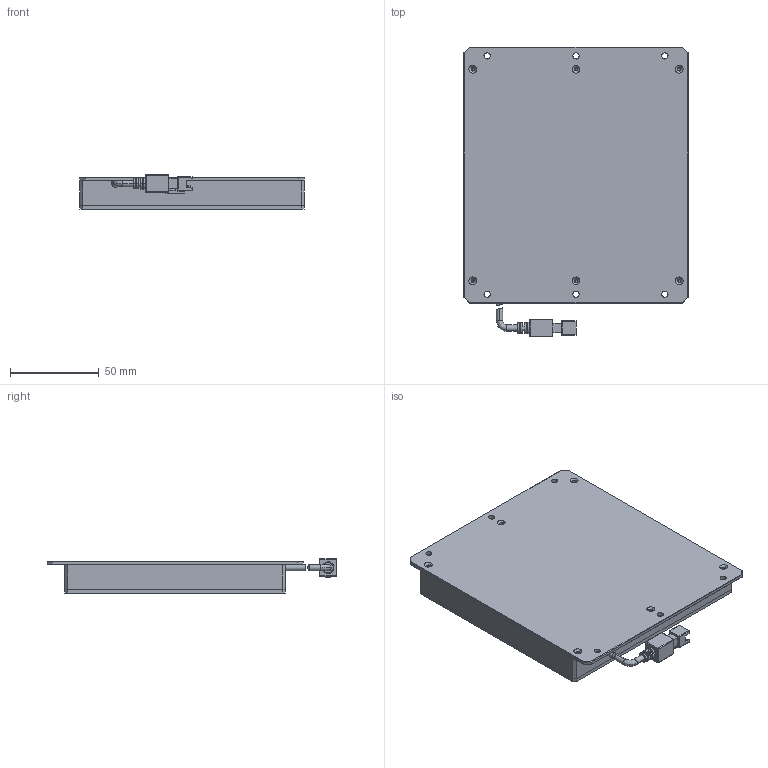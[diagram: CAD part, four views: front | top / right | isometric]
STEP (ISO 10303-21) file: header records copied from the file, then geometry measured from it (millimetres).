
FILE_DESCRIPTION (( 'STEP AP214' ), '1' );
FILE_NAME ('660705-W.STEP', '2019-03-06T09:53:59', ( 'user' ), ( '微软中国' ), 'SwSTEP 2.0', 'SolidWorks 2016', '' );
FILE_SCHEMA (( 'AUTOMOTIVE_DESIGN' ));
Length unit declared in the file: millimetre
Products named in the file (1): 660705-W
Bounding box: 126 x 163 x 19.4 mm (x, y, z)
Volume: 110886.1 mm3; surface area: 118001.2 mm2
Topology: 6 solids, 6 shells, 2340 faces, 5691 edges, 3738 vertices
Faces by surface type: plane 2053, cylinder 152, bspline 79, cone 56
Entity records: 92511 total; most frequent: CARTESIAN_POINT 13148, ORIENTED_EDGE 11326, DIRECTION 10394, EDGE_CURVE 5663, VECTOR 5166, LINE 5166, VERTEX_POINT 3738, EDGE_LOOP 2781
